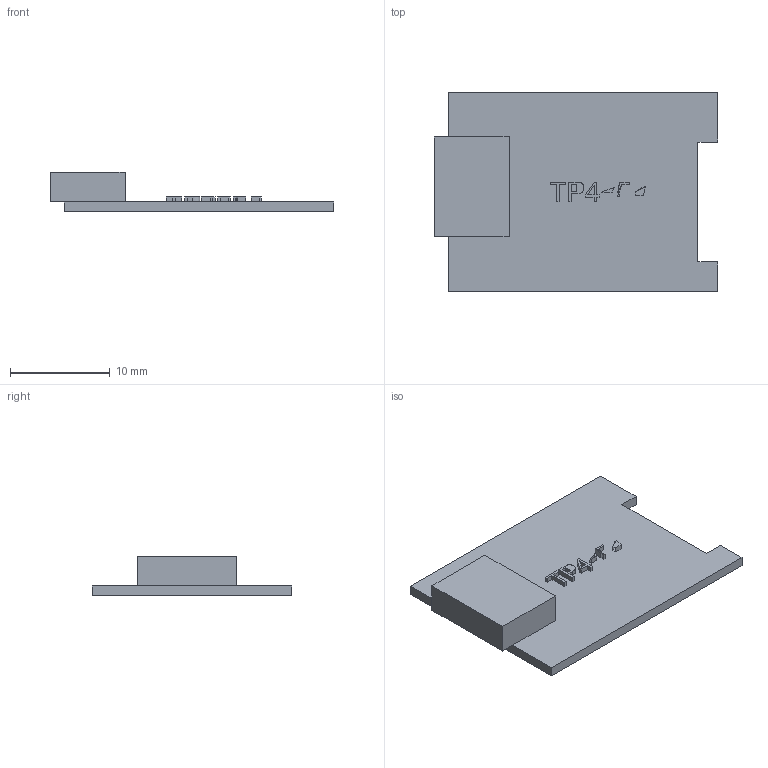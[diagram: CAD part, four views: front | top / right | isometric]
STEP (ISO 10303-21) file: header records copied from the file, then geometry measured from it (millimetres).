
FILE_DESCRIPTION(/* description */ (''),/* implementation_level */ '2;1');
FILE_NAME(/* name */ 'TP4056~1',/* time_stamp */ '2026-02-09T23:04:15+01:00',/* author */ (''),/* organization */ (''),/* preprocessor_version */ 'ST-DEVELOPER v16.5',/* originating_system */ '',/* authorisation */ '');
FILE_SCHEMA (('AUTOMOTIVE_DESIGN'));
Length unit declared in the file: millimetre
Products named in the file (1): Document
Bounding box: 28.4 x 20 x 4 mm (x, y, z)
Volume: 797.9 mm3; surface area: 1465.9 mm2
Topology: 8 solids, 8 shells, 78 faces, 192 edges, 125 vertices
Faces by surface type: bspline 78
Entity records: 5050 total; most frequent: CARTESIAN_POINT 2439, B_SPLINE_CURVE_WITH_KNOTS 538, ORIENTED_EDGE 372, PCURVE 372, DEFINITIONAL_REPRESENTATION 372, SURFACE_CURVE 186, EDGE_CURVE 186, VERTEX_POINT 124
